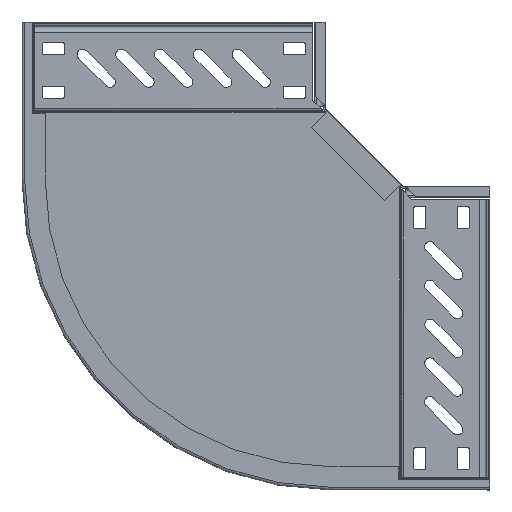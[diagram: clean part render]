
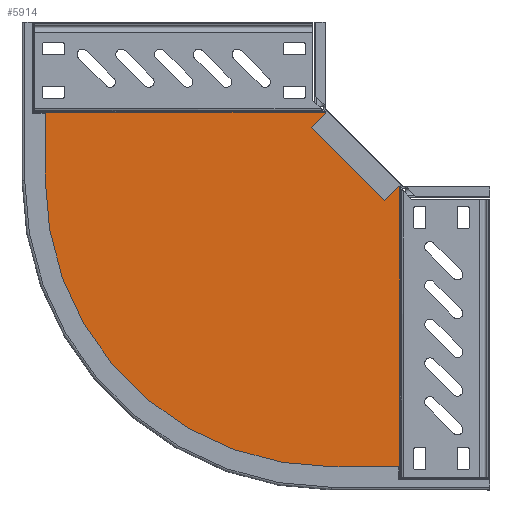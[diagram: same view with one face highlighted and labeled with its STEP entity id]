
A CAD part, front view. The second image highlights one B-rep face of the part: STEP entity #5914.
In plain terms, the highlighted planar face has unit normal (0, -1, 0).
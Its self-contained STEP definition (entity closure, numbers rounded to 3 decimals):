
#2 = FACE_OUTER_BOUND ( 'NONE', #29, .T. ) ;
#29 = EDGE_LOOP ( 'NONE', ( #616, #6953, #9313, #8038, #2620, #2134, #4544, #489, #2484, #5600 ) ) ;
#49 = DIRECTION ( 'NONE',  ( 1., 0., 0. ) ) ;
#126 = VERTEX_POINT ( 'NONE', #1122 ) ;
#201 = LINE ( 'NONE', #4685, #8655 ) ;
#207 = VECTOR ( 'NONE', #5253, 1000. ) ;
#259 = VERTEX_POINT ( 'NONE', #8854 ) ;
#293 = CIRCLE ( 'NONE', #7823, 198.25 ) ;
#325 = EDGE_CURVE ( 'NONE', #3397, #259, #6157, .T. ) ;
#467 = CARTESIAN_POINT ( 'NONE',  ( -211.412, -0.75, 75.912 ) ) ;
#489 = ORIENTED_EDGE ( 'NONE', *, *, #1584, .F. ) ;
#616 = ORIENTED_EDGE ( 'NONE', *, *, #3160, .F. ) ;
#674 = DIRECTION ( 'NONE',  ( 0., -1., 0. ) ) ;
#731 = PLANE ( 'NONE',  #4895 ) ;
#755 = EDGE_CURVE ( 'NONE', #7050, #1947, #4030, .T. ) ;
#764 = CARTESIAN_POINT ( 'NONE',  ( 23.412, -0.75, -211.412 ) ) ;
#1122 = CARTESIAN_POINT ( 'NONE',  ( 23.412, -0.75, -217.912 ) ) ;
#1226 = VERTEX_POINT ( 'NONE', #3974 ) ;
#1242 = EDGE_CURVE ( 'NONE', #9000, #7050, #5512, .T. ) ;
#1311 = CARTESIAN_POINT ( 'NONE',  ( -19.662, -0.75, -19.662 ) ) ;
#1463 = CARTESIAN_POINT ( 'NONE',  ( -211.412, -0.75, 23.412 ) ) ;
#1580 = CARTESIAN_POINT ( 'NONE',  ( -217.912, -0.75, -19.662 ) ) ;
#1584 = EDGE_CURVE ( 'NONE', #1947, #126, #8860, .T. ) ;
#1597 = DIRECTION ( 'NONE',  ( -1., 0., 0. ) ) ;
#1724 = DIRECTION ( 'NONE',  ( 0., 1., 0. ) ) ;
#1947 = VERTEX_POINT ( 'NONE', #764 ) ;
#2079 = VECTOR ( 'NONE', #2670, 1000. ) ;
#2085 = DIRECTION ( 'NONE',  ( 0., 0., -1. ) ) ;
#2134 = ORIENTED_EDGE ( 'NONE', *, *, #6434, .F. ) ;
#2484 = ORIENTED_EDGE ( 'NONE', *, *, #755, .F. ) ;
#2620 = ORIENTED_EDGE ( 'NONE', *, *, #325, .F. ) ;
#2670 = DIRECTION ( 'NONE',  ( 0.707, 0., -0.707 ) ) ;
#2757 = LINE ( 'NONE', #5681, #5371 ) ;
#3160 = EDGE_CURVE ( 'NONE', #9277, #9000, #3520, .T. ) ;
#3397 = VERTEX_POINT ( 'NONE', #6010 ) ;
#3520 = LINE ( 'NONE', #7217, #2079 ) ;
#3650 = VECTOR ( 'NONE', #6225, 1000. ) ;
#3714 = VERTEX_POINT ( 'NONE', #1463 ) ;
#3974 = CARTESIAN_POINT ( 'NONE',  ( -19.662, -0.75, -217.912 ) ) ;
#4029 = VERTEX_POINT ( 'NONE', #4246 ) ;
#4030 = LINE ( 'NONE', #7013, #9471 ) ;
#4246 = CARTESIAN_POINT ( 'NONE',  ( -211.412, -0.75, 24.071 ) ) ;
#4544 = ORIENTED_EDGE ( 'NONE', *, *, #6052, .T. ) ;
#4664 = DIRECTION ( 'NONE',  ( 0., 0., -1. ) ) ;
#4685 = CARTESIAN_POINT ( 'NONE',  ( -217.912, -0.75, 23.412 ) ) ;
#4895 = AXIS2_PLACEMENT_3D ( 'NONE', #1311, #674, #2085 ) ;
#5253 = DIRECTION ( 'NONE',  ( 0., 0., -1. ) ) ;
#5371 = VECTOR ( 'NONE', #5481, 1000. ) ;
#5393 = CARTESIAN_POINT ( 'NONE',  ( -19.662, -0.75, -19.662 ) ) ;
#5481 = DIRECTION ( 'NONE',  ( -1., 0., 0. ) ) ;
#5512 = LINE ( 'NONE', #6855, #3650 ) ;
#5529 = DIRECTION ( 'NONE',  ( -1., 0., 0. ) ) ;
#5600 = ORIENTED_EDGE ( 'NONE', *, *, #1242, .F. ) ;
#5681 = CARTESIAN_POINT ( 'NONE',  ( -19.662, -0.75, 24.071 ) ) ;
#5768 = CARTESIAN_POINT ( 'NONE',  ( 23.412, -0.75, -217.912 ) ) ;
#5884 = CARTESIAN_POINT ( 'NONE',  ( 24.071, -0.75, -211.412 ) ) ;
#5914 = ADVANCED_FACE ( 'NONE', ( #2 ), #731, .T. ) ;
#6010 = CARTESIAN_POINT ( 'NONE',  ( -217.912, -0.75, -19.662 ) ) ;
#6052 = EDGE_CURVE ( 'NONE', #1226, #126, #7568, .T. ) ;
#6157 = LINE ( 'NONE', #1580, #7341 ) ;
#6225 = DIRECTION ( 'NONE',  ( 0., 0., -1. ) ) ;
#6340 = EDGE_CURVE ( 'NONE', #9277, #4029, #2757, .T. ) ;
#6434 = EDGE_CURVE ( 'NONE', #1226, #3397, #293, .T. ) ;
#6855 = CARTESIAN_POINT ( 'NONE',  ( 24.071, -0.75, -19.662 ) ) ;
#6953 = ORIENTED_EDGE ( 'NONE', *, *, #6340, .T. ) ;
#6986 = EDGE_CURVE ( 'NONE', #4029, #3714, #9365, .T. ) ;
#7013 = CARTESIAN_POINT ( 'NONE',  ( 75.912, -0.75, -211.412 ) ) ;
#7050 = VERTEX_POINT ( 'NONE', #5884 ) ;
#7217 = CARTESIAN_POINT ( 'NONE',  ( -12.021, -0.75, 12.021 ) ) ;
#7341 = VECTOR ( 'NONE', #7507, 1000. ) ;
#7507 = DIRECTION ( 'NONE',  ( 0., 0., 1. ) ) ;
#7568 = LINE ( 'NONE', #8245, #8894 ) ;
#7574 = EDGE_CURVE ( 'NONE', #3714, #259, #201, .T. ) ;
#7823 = AXIS2_PLACEMENT_3D ( 'NONE', #5393, #1724, #4664 ) ;
#7968 = DIRECTION ( 'NONE',  ( 0., 0., -1. ) ) ;
#8038 = ORIENTED_EDGE ( 'NONE', *, *, #7574, .T. ) ;
#8245 = CARTESIAN_POINT ( 'NONE',  ( -19.662, -0.75, -217.912 ) ) ;
#8349 = VECTOR ( 'NONE', #7968, 1000. ) ;
#8614 = CARTESIAN_POINT ( 'NONE',  ( -24.071, -0.75, 24.071 ) ) ;
#8655 = VECTOR ( 'NONE', #1597, 1000. ) ;
#8762 = CARTESIAN_POINT ( 'NONE',  ( 24.071, -0.75, -24.071 ) ) ;
#8854 = CARTESIAN_POINT ( 'NONE',  ( -217.912, -0.75, 23.412 ) ) ;
#8860 = LINE ( 'NONE', #5768, #207 ) ;
#8894 = VECTOR ( 'NONE', #49, 1000. ) ;
#9000 = VERTEX_POINT ( 'NONE', #8762 ) ;
#9277 = VERTEX_POINT ( 'NONE', #8614 ) ;
#9313 = ORIENTED_EDGE ( 'NONE', *, *, #6986, .T. ) ;
#9365 = LINE ( 'NONE', #467, #8349 ) ;
#9471 = VECTOR ( 'NONE', #5529, 1000. ) ;
